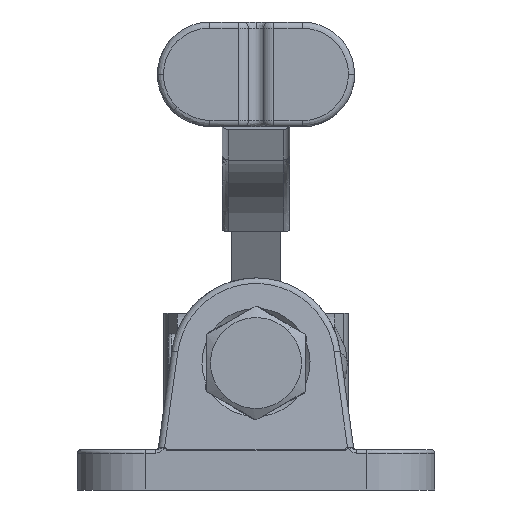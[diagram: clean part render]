
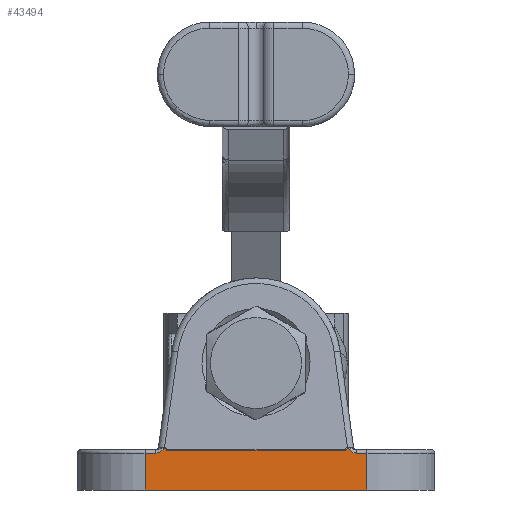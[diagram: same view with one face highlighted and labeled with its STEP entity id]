
A CAD part, left-side view. The second image highlights one B-rep face of the part: STEP entity #43494.
In plain terms, the highlighted planar face has unit normal (-1, 0, 0).
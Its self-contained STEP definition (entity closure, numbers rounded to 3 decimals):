
#7768 = LINE ( 'NONE', #11530, #7771 ) ;
#7771 = VECTOR ( 'NONE', #11535, 1000. ) ;
#7776 = LINE ( 'NONE', #11652, #7781 ) ;
#7779 = LINE ( 'NONE', #11681, #7789 ) ;
#7781 = VECTOR ( 'NONE', #11645, 1000. ) ;
#7789 = VECTOR ( 'NONE', #11686, 1000. ) ;
#11530 = CARTESIAN_POINT ( 'NONE',  ( 0., 47., 6. ) ) ;
#11535 = DIRECTION ( 'NONE',  ( 0., -1., 0. ) ) ;
#11610 = CARTESIAN_POINT ( 'NONE',  ( 0., 14.1, 6.703 ) ) ;
#11613 = CARTESIAN_POINT ( 'NONE',  ( 0., 45.065, 6. ) ) ;
#11614 = CARTESIAN_POINT ( 'NONE',  ( 0., 45.238, 6. ) ) ;
#11618 = CARTESIAN_POINT ( 'NONE',  ( 0., 14.039, 6.682 ) ) ;
#11619 = CARTESIAN_POINT ( 'NONE',  ( 0., 44.896, 6.039 ) ) ;
#11620 = CARTESIAN_POINT ( 'NONE',  ( 0., 44.583, 6.175 ) ) ;
#11621 = CARTESIAN_POINT ( 'NONE',  ( 0., 44.44, 6.272 ) ) ;
#11622 = CARTESIAN_POINT ( 'NONE',  ( 0., 44.243, 6.435 ) ) ;
#11623 = CARTESIAN_POINT ( 'NONE',  ( 0., 44.18, 6.493 ) ) ;
#11624 = CARTESIAN_POINT ( 'NONE',  ( 0., 44.084, 6.578 ) ) ;
#11625 = CARTESIAN_POINT ( 'NONE',  ( 0., 44.052, 6.606 ) ) ;
#11626 = CARTESIAN_POINT ( 'NONE',  ( 0., 43.984, 6.659 ) ) ;
#11627 = CARTESIAN_POINT ( 'NONE',  ( 0., 43.949, 6.684 ) ) ;
#11628 = CARTESIAN_POINT ( 'NONE',  ( 0., 43.87, 6.715 ) ) ;
#11629 = CARTESIAN_POINT ( 'NONE',  ( 0., 43.825, 6.717 ) ) ;
#11630 = CARTESIAN_POINT ( 'NONE',  ( 0., 43.743, 6.693 ) ) ;
#11631 = CARTESIAN_POINT ( 'NONE',  ( 0., 43.706, 6.669 ) ) ;
#11632 = CARTESIAN_POINT ( 'NONE',  ( 0., 43.603, 6.593 ) ) ;
#11633 = CARTESIAN_POINT ( 'NONE',  ( 0., 43.54, 6.534 ) ) ;
#11634 = CARTESIAN_POINT ( 'NONE',  ( 0., 43.476, 6.478 ) ) ;
#11637 = CARTESIAN_POINT ( 'NONE',  ( 0., 13.988, 6.639 ) ) ;
#11638 = CARTESIAN_POINT ( 'NONE',  ( 0., 13.889, 6.555 ) ) ;
#11639 = CARTESIAN_POINT ( 'NONE',  ( 0., 13.842, 6.512 ) ) ;
#11640 = CARTESIAN_POINT ( 'NONE',  ( 0., 13.697, 6.383 ) ) ;
#11641 = CARTESIAN_POINT ( 'NONE',  ( 0., 13.596, 6.3 ) ) ;
#11642 = CARTESIAN_POINT ( 'NONE',  ( 0., 13.273, 6.091 ) ) ;
#11643 = CARTESIAN_POINT ( 'NONE',  ( 0., 13.023, 6. ) ) ;
#11644 = CARTESIAN_POINT ( 'NONE',  ( 0., 12.762, 6. ) ) ;
#11645 = DIRECTION ( 'NONE',  ( 0., -1., 0. ) ) ;
#11652 = CARTESIAN_POINT ( 'NONE',  ( 0., 47., 6. ) ) ;
#11666 = CARTESIAN_POINT ( 'NONE',  ( 0., 14.524, 6.478 ) ) ;
#11667 = CARTESIAN_POINT ( 'NONE',  ( 0., 14.461, 6.533 ) ) ;
#11673 = CARTESIAN_POINT ( 'NONE',  ( 0., 14.399, 6.591 ) ) ;
#11674 = CARTESIAN_POINT ( 'NONE',  ( 0., 14.298, 6.665 ) ) ;
#11675 = CARTESIAN_POINT ( 'NONE',  ( 0., 14.263, 6.689 ) ) ;
#11676 = CARTESIAN_POINT ( 'NONE',  ( 0., 14.184, 6.716 ) ) ;
#11677 = CARTESIAN_POINT ( 'NONE',  ( 0., 14.139, 6.717 ) ) ;
#11678 = CARTESIAN_POINT ( 'NONE',  ( 0., 14.1, 6.703 ) ) ;
#11681 = CARTESIAN_POINT ( 'NONE',  ( 0., 47., 6.478 ) ) ;
#11686 = DIRECTION ( 'NONE',  ( 0., -1., 0. ) ) ;
#11943 = DIRECTION ( 'NONE',  ( 0., -1., 0. ) ) ;
#11946 = CARTESIAN_POINT ( 'NONE',  ( 0., 11., 0. ) ) ;
#11950 = CARTESIAN_POINT ( 'NONE',  ( 0., 47., 6.5 ) ) ;
#11959 = DIRECTION ( 'NONE',  ( 0., 0., 1. ) ) ;
#11965 = CARTESIAN_POINT ( 'NONE',  ( 0., 11., 6.5 ) ) ;
#11966 = DIRECTION ( 'NONE',  ( 0., 0., -1. ) ) ;
#12525 = LINE ( 'NONE', #11946, #12529 ) ;
#12529 = VECTOR ( 'NONE', #11943, 1000. ) ;
#12530 = LINE ( 'NONE', #11950, #12542 ) ;
#12542 = VECTOR ( 'NONE', #11959, 1000. ) ;
#12547 = LINE ( 'NONE', #11965, #12549 ) ;
#12549 = VECTOR ( 'NONE', #11966, 1000. ) ;
#18631 = EDGE_LOOP ( 'NONE', ( #45964, #31434, #31436, #31447, #38054, #38045, #38050, #38036, #45940 ) ) ;
#28541 = B_SPLINE_CURVE_WITH_KNOTS ( 'NONE', 3,
 ( #11614, #11613, #11619, #11620, #11621, #11622, #11623, #11624, #11625, #11626, #11627, #11628, #11629, #11630, #11631, #11632, #11633, #11634 ),
 .UNSPECIFIED., .F., .F.,
 ( 4, 2, 2, 2, 2, 2, 2, 2, 4 ),
 ( 0., 0.25, 0.5, 0.625, 0.687, 0.75, 0.812, 0.875, 1. ),
 .UNSPECIFIED. ) ;
#28542 = B_SPLINE_CURVE_WITH_KNOTS ( 'NONE', 3,
 ( #11610, #11618, #11637, #11638, #11639, #11640, #11641, #11642, #11643, #11644 ),
 .UNSPECIFIED., .F., .F.,
 ( 4, 2, 2, 2, 4 ),
 ( 0., 0.125, 0.25, 0.5, 1. ),
 .UNSPECIFIED. ) ;
#28545 = B_SPLINE_CURVE_WITH_KNOTS ( 'NONE', 3,
 ( #11666, #11667, #11673, #11674, #11675, #11676, #11677, #11678 ),
 .UNSPECIFIED., .F., .F.,
 ( 4, 2, 2, 4 ),
 ( 0., 0.5, 0.75, 1. ),
 .UNSPECIFIED. ) ;
#31434 = ORIENTED_EDGE ( 'NONE', *, *, #52908, .F. ) ;
#31436 = ORIENTED_EDGE ( 'NONE', *, *, #52899, .F. ) ;
#31447 = ORIENTED_EDGE ( 'NONE', *, *, #52975, .F. ) ;
#31755 = FACE_OUTER_BOUND ( 'NONE', #18631, .T. ) ;
#35280 = CARTESIAN_POINT ( 'NONE',  ( 0., 47., 6.5 ) ) ;
#35283 = PLANE ( 'NONE',  #40147 ) ;
#35338 = DIRECTION ( 'NONE',  ( 1., 0., 0. ) ) ;
#35341 = DIRECTION ( 'NONE',  ( 0., 0., -1. ) ) ;
#38036 = ORIENTED_EDGE ( 'NONE', *, *, #52909, .F. ) ;
#38045 = ORIENTED_EDGE ( 'NONE', *, *, #52980, .F. ) ;
#38050 = ORIENTED_EDGE ( 'NONE', *, *, #52913, .F. ) ;
#38054 = ORIENTED_EDGE ( 'NONE', *, *, #52969, .T. ) ;
#39755 = VERTEX_POINT ( 'NONE', #46284 ) ;
#39760 = VERTEX_POINT ( 'NONE', #46287 ) ;
#39762 = VERTEX_POINT ( 'NONE', #46289 ) ;
#39764 = VERTEX_POINT ( 'NONE', #46291 ) ;
#39767 = VERTEX_POINT ( 'NONE', #46294 ) ;
#39768 = VERTEX_POINT ( 'NONE', #46295 ) ;
#39772 = VERTEX_POINT ( 'NONE', #46299 ) ;
#39773 = VERTEX_POINT ( 'NONE', #46300 ) ;
#39775 = VERTEX_POINT ( 'NONE', #46302 ) ;
#40147 = AXIS2_PLACEMENT_3D ( 'NONE', #35280, #35338, #35341 ) ;
#43494 = ADVANCED_FACE ( 'NONE', ( #31755 ), #35283, .F. ) ;
#45940 = ORIENTED_EDGE ( 'NONE', *, *, #52918, .F. ) ;
#45964 = ORIENTED_EDGE ( 'NONE', *, *, #52921, .F. ) ;
#46284 = CARTESIAN_POINT ( 'NONE',  ( 0., 47., 6. ) ) ;
#46287 = CARTESIAN_POINT ( 'NONE',  ( 0., 11., 6. ) ) ;
#46289 = CARTESIAN_POINT ( 'NONE',  ( 0., 43.476, 6.478 ) ) ;
#46291 = CARTESIAN_POINT ( 'NONE',  ( 0., 14.1, 6.703 ) ) ;
#46294 = CARTESIAN_POINT ( 'NONE',  ( 0., 45.238, 6. ) ) ;
#46295 = CARTESIAN_POINT ( 'NONE',  ( 0., 12.762, 6. ) ) ;
#46299 = CARTESIAN_POINT ( 'NONE',  ( 0., 14.524, 6.478 ) ) ;
#46300 = CARTESIAN_POINT ( 'NONE',  ( 0., 47., 0. ) ) ;
#46302 = CARTESIAN_POINT ( 'NONE',  ( 0., 11., 0. ) ) ;
#52899 = EDGE_CURVE ( 'NONE', #39755, #39767, #7768, .T. ) ;
#52908 = EDGE_CURVE ( 'NONE', #39767, #39762, #28541, .T. ) ;
#52909 = EDGE_CURVE ( 'NONE', #39764, #39768, #28542, .T. ) ;
#52913 = EDGE_CURVE ( 'NONE', #39768, #39760, #7776, .T. ) ;
#52918 = EDGE_CURVE ( 'NONE', #39772, #39764, #28545, .T. ) ;
#52921 = EDGE_CURVE ( 'NONE', #39762, #39772, #7779, .T. ) ;
#52969 = EDGE_CURVE ( 'NONE', #39773, #39775, #12525, .T. ) ;
#52975 = EDGE_CURVE ( 'NONE', #39773, #39755, #12530, .T. ) ;
#52980 = EDGE_CURVE ( 'NONE', #39760, #39775, #12547, .T. ) ;
